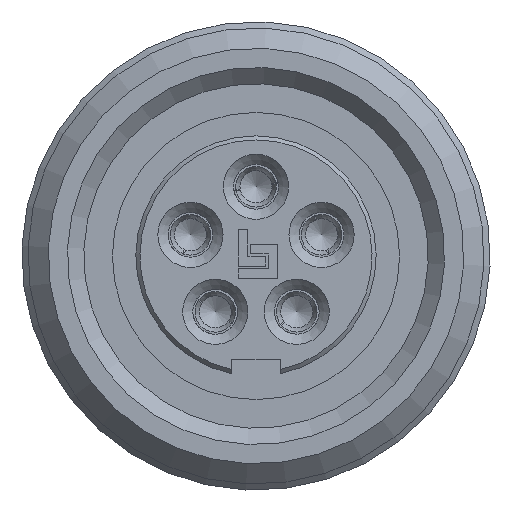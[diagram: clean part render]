
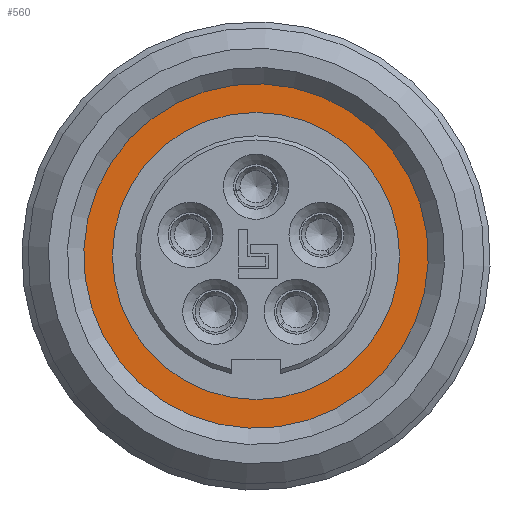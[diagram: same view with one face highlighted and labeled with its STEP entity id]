
A CAD part, left-side view. The second image highlights one B-rep face of the part: STEP entity #560.
In plain terms, the highlighted planar face has unit normal (-1, 0, 0).
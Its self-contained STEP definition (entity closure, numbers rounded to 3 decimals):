
#560=ADVANCED_FACE('',(#724,#725),#631,.T.);
#631=PLANE('',#2877);
#724=FACE_BOUND('',#931,.T.);
#725=FACE_BOUND('',#932,.T.);
#931=EDGE_LOOP('',(#1871));
#932=EDGE_LOOP('',(#1872));
#1871=ORIENTED_EDGE('',*,*,#2462,.T.);
#1872=ORIENTED_EDGE('',*,*,#2257,.T.);
#1967=VERTEX_POINT('',#4246);
#2118=VERTEX_POINT('',#4888);
#2257=EDGE_CURVE('',#1967,#1967,#2509,.T.);
#2462=EDGE_CURVE('',#2118,#2118,#2580,.T.);
#2509=CIRCLE('',#2684,4.575);
#2580=CIRCLE('',#2875,3.525);
#2684=AXIS2_PLACEMENT_3D('',#4245,#3138,#3139);
#2875=AXIS2_PLACEMENT_3D('',#4887,#3592,#3593);
#2877=AXIS2_PLACEMENT_3D('',#4890,#3596,#3597);
#3138=DIRECTION('',(-1.,0.,0.));
#3139=DIRECTION('',(0.,0.,1.));
#3592=DIRECTION('',(1.,0.,0.));
#3593=DIRECTION('',(0.,0.,-1.));
#3596=DIRECTION('',(-1.,0.,0.));
#3597=DIRECTION('',(0.,0.,1.));
#4245=CARTESIAN_POINT('',(0.,0.,0.));
#4246=CARTESIAN_POINT('',(0.,0.,4.575));
#4887=CARTESIAN_POINT('',(0.,0.,0.));
#4888=CARTESIAN_POINT('',(0.,0.,-3.525));
#4890=CARTESIAN_POINT('',(0.,0.,0.));
